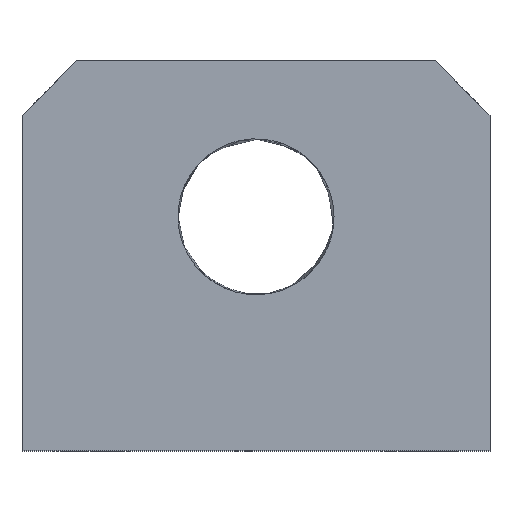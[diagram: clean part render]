
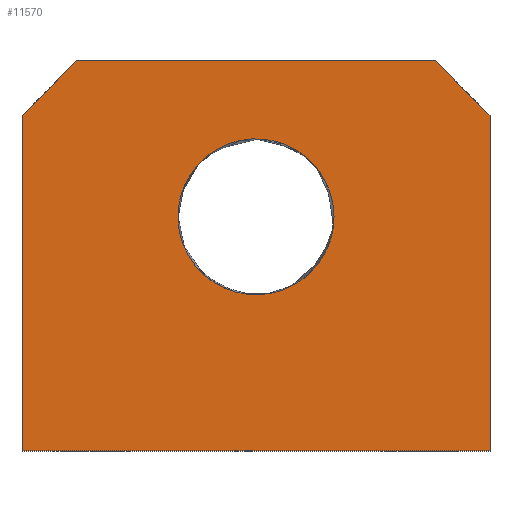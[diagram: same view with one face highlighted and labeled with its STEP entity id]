
A CAD part, top view. The second image highlights one B-rep face of the part: STEP entity #11570.
In plain terms, the highlighted free-form (B-spline) face has degree [1, 1] with [2, 2] control points.
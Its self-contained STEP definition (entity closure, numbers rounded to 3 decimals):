
#10 = CARTESIAN_POINT ('', (-30., 43., 30.));
#20 = VERTEX_POINT ('', #10);
#30 = CARTESIAN_POINT ('', (-23., 50., 30.));
#40 = VERTEX_POINT ('', #30);
#50 = CARTESIAN_POINT ('', (-30., 43., 30.));
#60 = CARTESIAN_POINT ('', (-23., 50., 30.));
#70 = B_SPLINE_CURVE_WITH_KNOTS ('', 1, (#50, #60), .UNSPECIFIED., .F., .U., (2, 2), (0., 1.), .UNSPECIFIED.);
#80 = EDGE_CURVE ('', #20, #40, #70, .T.);
#820 = CARTESIAN_POINT ('', (23., 50., 30.));
#830 = VERTEX_POINT ('', #820);
#840 = CARTESIAN_POINT ('', (-23., 50., 30.));
#850 = CARTESIAN_POINT ('', (23., 50., 30.));
#860 = B_SPLINE_CURVE_WITH_KNOTS ('', 1, (#840, #850), .UNSPECIFIED., .F., .U., (2, 2), (0., 1.), .UNSPECIFIED.);
#870 = EDGE_CURVE ('', #40, #830, #860, .T.);
#5350 = CARTESIAN_POINT ('', (30., 43., 30.));
#5360 = VERTEX_POINT ('', #5350);
#5370 = CARTESIAN_POINT ('', (23., 50., 30.));
#5380 = CARTESIAN_POINT ('', (30., 43., 30.));
#5390 = B_SPLINE_CURVE_WITH_KNOTS ('', 1, (#5370, #5380), .UNSPECIFIED., .F., .U., (2, 2), (0., 1.), .UNSPECIFIED.);
#5400 = EDGE_CURVE ('', #830, #5360, #5390, .T.);
#8200 = CARTESIAN_POINT ('', (30., 0., 30.));
#8210 = VERTEX_POINT ('', #8200);
#8270 = CARTESIAN_POINT ('', (-30., 0., 30.));
#8280 = VERTEX_POINT ('', #8270);
#8290 = CARTESIAN_POINT ('', (30., 0., 30.));
#8300 = CARTESIAN_POINT ('', (-30., 0., 30.));
#8310 = B_SPLINE_CURVE_WITH_KNOTS ('', 1, (#8290, #8300), .UNSPECIFIED., .F., .U., (2, 2), (0., 1.), .UNSPECIFIED.);
#8320 = EDGE_CURVE ('', #8210, #8280, #8310, .T.);
#11060 = CARTESIAN_POINT ('', (30., 43., 30.));
#11070 = CARTESIAN_POINT ('', (30., 0., 30.));
#11080 = B_SPLINE_CURVE_WITH_KNOTS ('', 1, (#11060, #11070), .UNSPECIFIED., .F., .U., (2, 2), (0., 1.), .UNSPECIFIED.);
#11090 = EDGE_CURVE ('', #5360, #8210, #11080, .T.);
#11200 = ORIENTED_EDGE ('', *, *, #870, .F.);
#11210 = ORIENTED_EDGE ('', *, *, #80, .F.);
#11220 = CARTESIAN_POINT ('', (-30., 0., 30.));
#11230 = CARTESIAN_POINT ('', (-30., 43., 30.));
#11240 = B_SPLINE_CURVE_WITH_KNOTS ('', 1, (#11220, #11230), .UNSPECIFIED., .F., .U., (2, 2), (0., 1.), .UNSPECIFIED.);
#11250 = EDGE_CURVE ('', #8280, #20, #11240, .T.);
#11260 = ORIENTED_EDGE ('', *, *, #11250, .F.);
#11270 = ORIENTED_EDGE ('', *, *, #8320, .F.);
#11280 = ORIENTED_EDGE ('', *, *, #11090, .F.);
#11290 = ORIENTED_EDGE ('', *, *, #5400, .F.);
#11300 = EDGE_LOOP ('', (#11200, #11210, #11260, #11270, #11280, #11290));
#11310 = FACE_OUTER_BOUND ('', #11300, .T.);
#11320 = CARTESIAN_POINT ('', (10., 30., 30.));
#11330 = VERTEX_POINT ('', #11320);
#11340 = CARTESIAN_POINT ('', (-10., 30., 30.));
#11350 = VERTEX_POINT ('', #11340);
#11360 = CARTESIAN_POINT ('', (10., 30., 30.));
#11370 = CARTESIAN_POINT ('', (10., 50., 30.));
#11380 = CARTESIAN_POINT ('', (-10., 50., 30.));
#11390 = CARTESIAN_POINT ('', (-10., 30., 30.));
#11400 = (
   BOUNDED_CURVE ()
   B_SPLINE_CURVE (3, (#11360, #11370, #11380, #11390), .UNSPECIFIED., .F., .U.)
   B_SPLINE_CURVE_WITH_KNOTS ((4, 4), (0., 1.), .UNSPECIFIED.)
   CURVE ()
   GEOMETRIC_REPRESENTATION_ITEM ()
   RATIONAL_B_SPLINE_CURVE ((1., 0.333, 0.333, 1.))
   REPRESENTATION_ITEM ('')
);
#11410 = EDGE_CURVE ('', #11330, #11350, #11400, .T.);
#11420 = ORIENTED_EDGE ('', *, *, #11410, .F.);
#11430 = CARTESIAN_POINT ('', (-10., 30., 30.));
#11440 = CARTESIAN_POINT ('', (-10., 10., 30.));
#11450 = CARTESIAN_POINT ('', (10., 10., 30.));
#11460 = CARTESIAN_POINT ('', (10., 30., 30.));
#11470 = (
   BOUNDED_CURVE ()
   B_SPLINE_CURVE (3, (#11430, #11440, #11450, #11460), .UNSPECIFIED., .F., .U.)
   B_SPLINE_CURVE_WITH_KNOTS ((4, 4), (0., 1.), .UNSPECIFIED.)
   CURVE ()
   GEOMETRIC_REPRESENTATION_ITEM ()
   RATIONAL_B_SPLINE_CURVE ((1., 0.333, 0.333, 1.))
   REPRESENTATION_ITEM ('')
);
#11480 = EDGE_CURVE ('', #11350, #11330, #11470, .T.);
#11490 = ORIENTED_EDGE ('', *, *, #11480, .F.);
#11500 = EDGE_LOOP ('', (#11420, #11490));
#11510 = FACE_BOUND ('', #11500, .T.);
#11520 = CARTESIAN_POINT ('', (-30., 0., 30.));
#11530 = CARTESIAN_POINT ('', (-30., 50., 30.));
#11540 = CARTESIAN_POINT ('', (30., 0., 30.));
#11550 = CARTESIAN_POINT ('', (30., 50., 30.));
#11560 = B_SPLINE_SURFACE_WITH_KNOTS ('', 1, 1, ((#11520, #11530), (#11540, #11550)), .UNSPECIFIED., .F., .F., .U., (2, 2), (2, 2), (0., 1.), (0., 1.), .UNSPECIFIED.);
#11570 = ADVANCED_FACE ('', (#11310, #11510), #11560, .T.);
